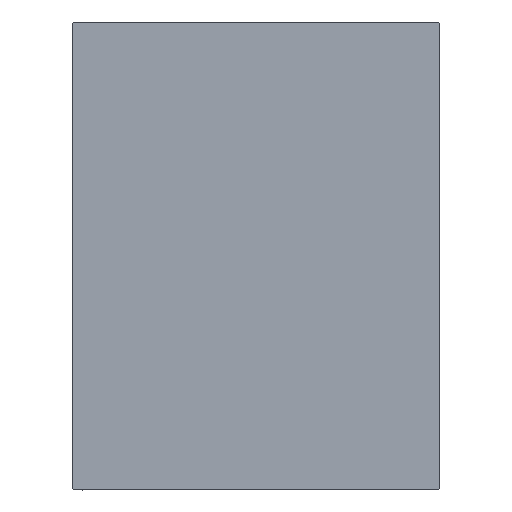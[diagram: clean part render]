
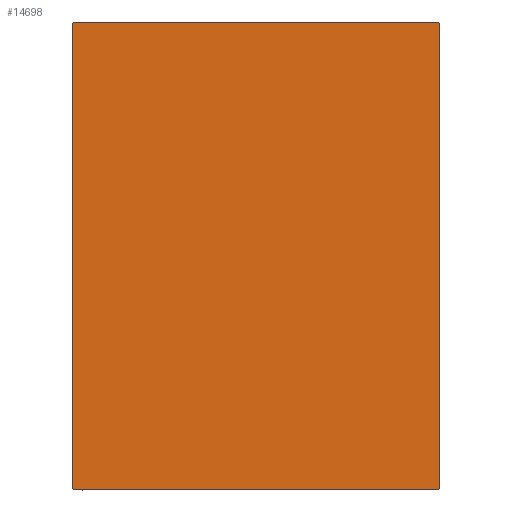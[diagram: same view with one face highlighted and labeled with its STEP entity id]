
A CAD part, left-side view. The second image highlights one B-rep face of the part: STEP entity #14698.
In plain terms, the highlighted face is planar.
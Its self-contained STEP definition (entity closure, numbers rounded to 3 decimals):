
#167 = ORIENTED_EDGE ( 'NONE', *, *, #37767, .T. ) ;
#518 = PLANE ( 'NONE',  #38185 ) ;
#1337 = LINE ( 'NONE', #31209, #6240 ) ;
#2619 = VECTOR ( 'NONE', #34613, 1000. ) ;
#2780 = DIRECTION ( 'NONE',  ( 0., 0.707, 0.707 ) ) ;
#3166 = DIRECTION ( 'NONE',  ( 0., -0.707, 0.707 ) ) ;
#3783 = FACE_OUTER_BOUND ( 'NONE', #42776, .T. ) ;
#4012 = CARTESIAN_POINT ( 'NONE',  ( 173., -62.35, 62.35 ) ) ;
#4217 = CARTESIAN_POINT ( 'NONE',  ( 173., 0., 0. ) ) ;
#4448 = CARTESIAN_POINT ( 'NONE',  ( 173., -55., 69.7 ) ) ;
#4735 = CARTESIAN_POINT ( 'NONE',  ( 173., 55., -70. ) ) ;
#4886 = CARTESIAN_POINT ( 'NONE',  ( 173., -55., -70. ) ) ;
#5405 = LINE ( 'NONE', #15866, #36105 ) ;
#5577 = LINE ( 'NONE', #18890, #29048 ) ;
#6240 = VECTOR ( 'NONE', #14635, 1000. ) ;
#6325 = VERTEX_POINT ( 'NONE', #39015 ) ;
#7924 = LINE ( 'NONE', #24088, #18968 ) ;
#11425 = LINE ( 'NONE', #4886, #38224 ) ;
#11703 = EDGE_CURVE ( 'NONE', #6325, #23058, #5577, .T. ) ;
#12627 = EDGE_CURVE ( 'NONE', #35621, #6325, #24603, .T. ) ;
#13613 = LINE ( 'NONE', #4012, #40946 ) ;
#14635 = DIRECTION ( 'NONE',  ( 0., 0., -1. ) ) ;
#14698 = ADVANCED_FACE ( 'NONE', ( #3783 ), #518, .T. ) ;
#15866 = CARTESIAN_POINT ( 'NONE',  ( 173., 62.35, -62.35 ) ) ;
#16313 = ORIENTED_EDGE ( 'NONE', *, *, #11703, .T. ) ;
#16878 = ORIENTED_EDGE ( 'NONE', *, *, #19227, .T. ) ;
#17418 = ORIENTED_EDGE ( 'NONE', *, *, #12627, .T. ) ;
#17496 = VERTEX_POINT ( 'NONE', #29928 ) ;
#17738 = EDGE_CURVE ( 'NONE', #23058, #41218, #27039, .T. ) ;
#18890 = CARTESIAN_POINT ( 'NONE',  ( 173., 62.35, 62.35 ) ) ;
#18968 = VECTOR ( 'NONE', #41102, 1000. ) ;
#19227 = EDGE_CURVE ( 'NONE', #22302, #22176, #1337, .T. ) ;
#20172 = DIRECTION ( 'NONE',  ( 0., -0.707, -0.707 ) ) ;
#21255 = CARTESIAN_POINT ( 'NONE',  ( 173., -54.7, 70. ) ) ;
#21334 = ORIENTED_EDGE ( 'NONE', *, *, #17738, .T. ) ;
#21417 = ORIENTED_EDGE ( 'NONE', *, *, #38576, .T. ) ;
#22176 = VERTEX_POINT ( 'NONE', #37650 ) ;
#22302 = VERTEX_POINT ( 'NONE', #4448 ) ;
#23058 = VERTEX_POINT ( 'NONE', #38780 ) ;
#24071 = DIRECTION ( 'NONE',  ( 0., 0., -1. ) ) ;
#24088 = CARTESIAN_POINT ( 'NONE',  ( 173., -62.35, -62.35 ) ) ;
#24292 = DIRECTION ( 'NONE',  ( 1., 0., 0. ) ) ;
#24603 = LINE ( 'NONE', #4735, #2619 ) ;
#25115 = ORIENTED_EDGE ( 'NONE', *, *, #40297, .T. ) ;
#27039 = LINE ( 'NONE', #40349, #34072 ) ;
#27253 = DIRECTION ( 'NONE',  ( 0., -1., 0. ) ) ;
#27838 = VERTEX_POINT ( 'NONE', #34246 ) ;
#27847 = ORIENTED_EDGE ( 'NONE', *, *, #30354, .T. ) ;
#29048 = VECTOR ( 'NONE', #3166, 1000. ) ;
#29928 = CARTESIAN_POINT ( 'NONE',  ( 173., -54.7, -70. ) ) ;
#30354 = EDGE_CURVE ( 'NONE', #22176, #17496, #7924, .T. ) ;
#30857 = DIRECTION ( 'NONE',  ( 0., 1., 0. ) ) ;
#31209 = CARTESIAN_POINT ( 'NONE',  ( 173., -55., 70. ) ) ;
#32794 = CARTESIAN_POINT ( 'NONE',  ( 173., 55., -69.7 ) ) ;
#34072 = VECTOR ( 'NONE', #27253, 1000. ) ;
#34246 = CARTESIAN_POINT ( 'NONE',  ( 173., 54.7, -70. ) ) ;
#34613 = DIRECTION ( 'NONE',  ( 0., 0., 1. ) ) ;
#35621 = VERTEX_POINT ( 'NONE', #32794 ) ;
#36105 = VECTOR ( 'NONE', #2780, 1000. ) ;
#37650 = CARTESIAN_POINT ( 'NONE',  ( 173., -55., -69.7 ) ) ;
#37767 = EDGE_CURVE ( 'NONE', #41218, #22302, #13613, .T. ) ;
#38185 = AXIS2_PLACEMENT_3D ( 'NONE', #4217, #24292, #24071 ) ;
#38224 = VECTOR ( 'NONE', #30857, 1000. ) ;
#38576 = EDGE_CURVE ( 'NONE', #27838, #35621, #5405, .T. ) ;
#38780 = CARTESIAN_POINT ( 'NONE',  ( 173., 54.7, 70. ) ) ;
#39015 = CARTESIAN_POINT ( 'NONE',  ( 173., 55., 69.7 ) ) ;
#40297 = EDGE_CURVE ( 'NONE', #17496, #27838, #11425, .T. ) ;
#40349 = CARTESIAN_POINT ( 'NONE',  ( 173., 55., 70. ) ) ;
#40946 = VECTOR ( 'NONE', #20172, 1000. ) ;
#41102 = DIRECTION ( 'NONE',  ( 0., 0.707, -0.707 ) ) ;
#41218 = VERTEX_POINT ( 'NONE', #21255 ) ;
#42776 = EDGE_LOOP ( 'NONE', ( #25115, #21417, #17418, #16313, #21334, #167, #16878, #27847 ) ) ;
